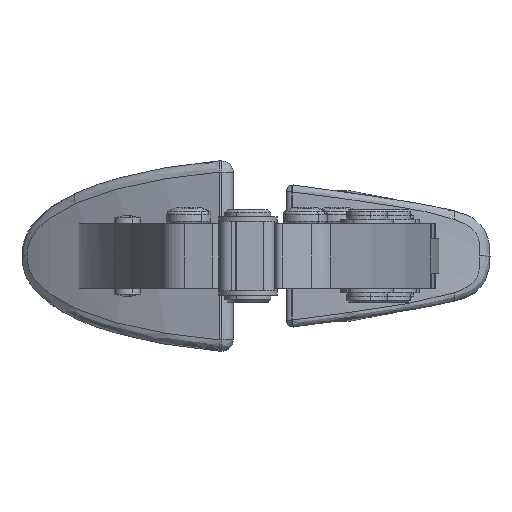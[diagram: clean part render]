
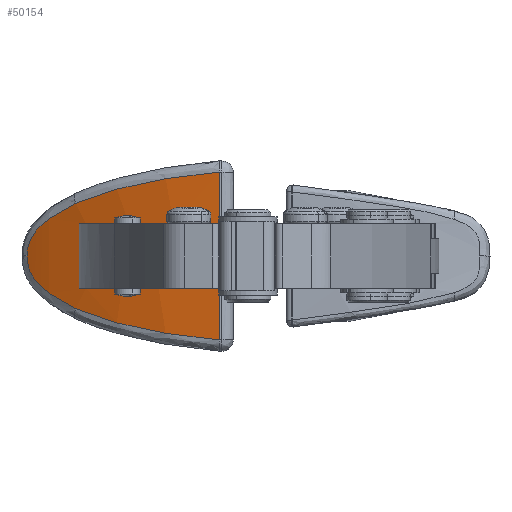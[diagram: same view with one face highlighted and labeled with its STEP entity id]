
A CAD part, left-side view. The second image highlights one B-rep face of the part: STEP entity #50154.
In plain terms, the highlighted cylindrical face has radius 95 mm (diameter 190 mm), a partial arc.
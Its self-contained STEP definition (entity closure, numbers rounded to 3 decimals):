
#50136=AXIS2_PLACEMENT_3D('Cylinder Axis2P3D',#50133,#50134,#50135) ;
#50140=AXIS2_PLACEMENT_3D('Circle Axis2P3D',#50138,#50139,$) ;
#1236=CARTESIAN_POINT('Vertex',(76.863,70.017,10.91)) ;
#1276=CARTESIAN_POINT('Vertex',(76.863,70.017,22.11)) ;
#1279=CARTESIAN_POINT('Line Origine',(76.863,70.017,21.11)) ;
#1315=CARTESIAN_POINT('Vertex',(68.711,46.915,31.049)) ;
#1318=CARTESIAN_POINT('Line Origine',(68.711,46.915,26.58)) ;
#1322=CARTESIAN_POINT('Vertex',(68.711,46.915,22.11)) ;
#8738=CARTESIAN_POINT('Vertex',(77.778,71.779,25.626)) ;
#8742=CARTESIAN_POINT('Control Point',(68.711,46.915,31.049)) ;
#8743=CARTESIAN_POINT('Control Point',(69.127,48.87,30.873)) ;
#8744=CARTESIAN_POINT('Control Point',(69.592,50.798,30.668)) ;
#8745=CARTESIAN_POINT('Control Point',(70.101,52.693,30.434)) ;
#8746=CARTESIAN_POINT('Control Point',(70.948,55.547,30.025)) ;
#8747=CARTESIAN_POINT('Control Point',(71.881,58.304,29.537)) ;
#8748=CARTESIAN_POINT('Control Point',(72.217,59.253,29.357)) ;
#8749=CARTESIAN_POINT('Control Point',(73.096,61.637,28.872)) ;
#8750=CARTESIAN_POINT('Control Point',(74.027,63.926,28.32)) ;
#8751=CARTESIAN_POINT('Control Point',(74.609,65.278,27.959)) ;
#8752=CARTESIAN_POINT('Control Point',(75.61,67.489,27.306)) ;
#8753=CARTESIAN_POINT('Control Point',(76.609,69.526,26.581)) ;
#8754=CARTESIAN_POINT('Control Point',(77.014,70.326,26.272)) ;
#8755=CARTESIAN_POINT('Control Point',(77.409,71.086,25.952)) ;
#8756=CARTESIAN_POINT('Control Point',(77.778,71.779,25.626)) ;
#11885=CARTESIAN_POINT('Vertex',(68.711,46.915,1.97)) ;
#12054=CARTESIAN_POINT('Line Origine',(68.711,46.915,6.44)) ;
#12058=CARTESIAN_POINT('Vertex',(68.711,46.915,10.91)) ;
#12533=CARTESIAN_POINT('Vertex',(77.778,71.779,7.394)) ;
#12537=CARTESIAN_POINT('Control Point',(77.778,71.779,7.394)) ;
#12538=CARTESIAN_POINT('Control Point',(78.46,73.058,7.996)) ;
#12539=CARTESIAN_POINT('Control Point',(79.129,74.256,8.624)) ;
#12540=CARTESIAN_POINT('Control Point',(79.774,75.361,9.281)) ;
#12541=CARTESIAN_POINT('Control Point',(80.571,76.678,10.196)) ;
#12542=CARTESIAN_POINT('Control Point',(81.242,77.749,11.162)) ;
#12543=CARTESIAN_POINT('Control Point',(81.401,78.001,11.407)) ;
#12544=CARTESIAN_POINT('Control Point',(82.044,79.009,12.468)) ;
#12545=CARTESIAN_POINT('Control Point',(82.504,79.703,13.585)) ;
#12546=CARTESIAN_POINT('Control Point',(82.733,80.042,14.461)) ;
#12547=CARTESIAN_POINT('Control Point',(82.856,80.224,15.435)) ;
#12548=CARTESIAN_POINT('Control Point',(82.854,80.221,16.51)) ;
#12549=CARTESIAN_POINT('Vertex',(82.854,80.221,16.51)) ;
#38678=CARTESIAN_POINT('Control Point',(68.711,46.915,1.97)) ;
#38679=CARTESIAN_POINT('Control Point',(69.127,48.87,2.146)) ;
#38680=CARTESIAN_POINT('Control Point',(69.592,50.798,2.351)) ;
#38681=CARTESIAN_POINT('Control Point',(70.101,52.693,2.585)) ;
#38682=CARTESIAN_POINT('Control Point',(70.948,55.547,2.994)) ;
#38683=CARTESIAN_POINT('Control Point',(71.881,58.304,3.482)) ;
#38684=CARTESIAN_POINT('Control Point',(72.217,59.253,3.663)) ;
#38685=CARTESIAN_POINT('Control Point',(73.096,61.637,4.147)) ;
#38686=CARTESIAN_POINT('Control Point',(74.027,63.926,4.699)) ;
#38687=CARTESIAN_POINT('Control Point',(74.609,65.278,5.06)) ;
#38688=CARTESIAN_POINT('Control Point',(75.61,67.489,5.714)) ;
#38689=CARTESIAN_POINT('Control Point',(76.609,69.526,6.439)) ;
#38690=CARTESIAN_POINT('Control Point',(77.014,70.326,6.747)) ;
#38691=CARTESIAN_POINT('Control Point',(77.409,71.086,7.068)) ;
#38692=CARTESIAN_POINT('Control Point',(77.778,71.779,7.394)) ;
#41156=CARTESIAN_POINT('Control Point',(77.778,71.779,25.626)) ;
#41157=CARTESIAN_POINT('Control Point',(78.38,72.909,25.094)) ;
#41158=CARTESIAN_POINT('Control Point',(78.973,73.976,24.541)) ;
#41159=CARTESIAN_POINT('Control Point',(79.548,74.972,23.967)) ;
#41160=CARTESIAN_POINT('Control Point',(80.372,76.354,23.057)) ;
#41161=CARTESIAN_POINT('Control Point',(81.084,77.499,22.096)) ;
#41162=CARTESIAN_POINT('Control Point',(81.312,77.862,21.759)) ;
#41163=CARTESIAN_POINT('Control Point',(82.019,78.972,20.615)) ;
#41164=CARTESIAN_POINT('Control Point',(82.512,79.714,19.405)) ;
#41165=CARTESIAN_POINT('Control Point',(82.736,80.046,18.535)) ;
#41166=CARTESIAN_POINT('Control Point',(82.856,80.224,17.573)) ;
#41167=CARTESIAN_POINT('Control Point',(82.854,80.221,16.51)) ;
#43753=CARTESIAN_POINT('Control Point',(68.711,46.915,10.91)) ;
#43754=CARTESIAN_POINT('Control Point',(69.735,51.721,10.91)) ;
#43755=CARTESIAN_POINT('Control Point',(71.069,56.46,10.91)) ;
#43756=CARTESIAN_POINT('Control Point',(72.709,61.106,10.91)) ;
#43757=CARTESIAN_POINT('Control Point',(74.645,65.634,10.91)) ;
#43758=CARTESIAN_POINT('Control Point',(76.863,70.017,10.91)) ;
#50133=CARTESIAN_POINT('Axis2P3D Location',(161.624,27.115,16.51)) ;
#50138=CARTESIAN_POINT('Axis2P3D Location',(161.624,27.115,22.11)) ;
#1280=DIRECTION('Vector Direction',(0.,0.,-1.)) ;
#1319=DIRECTION('Vector Direction',(0.,0.,1.)) ;
#12055=DIRECTION('Vector Direction',(0.,0.,1.)) ;
#50134=DIRECTION('Axis2P3D Direction',(0.,0.,1.)) ;
#50135=DIRECTION('Axis2P3D XDirection',(-0.769,0.64,0.)) ;
#50139=DIRECTION('Axis2P3D Direction',(0.,0.,1.)) ;
#1281=VECTOR('Line Direction',#1280,1.) ;
#1320=VECTOR('Line Direction',#1319,1.) ;
#12056=VECTOR('Line Direction',#12055,1.) ;
#50144=ORIENTED_EDGE('',*,*,#1324,.T.) ;
#50145=ORIENTED_EDGE('',*,*,#8757,.F.) ;
#50146=ORIENTED_EDGE('',*,*,#41168,.F.) ;
#50147=ORIENTED_EDGE('',*,*,#12551,.F.) ;
#50148=ORIENTED_EDGE('',*,*,#38693,.F.) ;
#50149=ORIENTED_EDGE('',*,*,#12060,.T.) ;
#50150=ORIENTED_EDGE('',*,*,#43759,.T.) ;
#50151=ORIENTED_EDGE('',*,*,#1283,.F.) ;
#50152=ORIENTED_EDGE('',*,*,#50142,.F.) ;
#50154=ADVANCED_FACE('Hauptk\X2\00F6\X0\rper',(#50153),#50137,.T.) ;
#8741=B_SPLINE_CURVE_WITH_KNOTS('',5,(#8742,#8743,#8744,#8745,#8746,#8747,#8748,#8749,#8750,#8751,#8752,#8753,#8754,#8755,#8756),.UNSPECIFIED.,.F.,.U.,(6,3,3,3,6),(93.928,103.23,108.205,115.926,121.296),.UNSPECIFIED.) ;
#12536=B_SPLINE_CURVE_WITH_KNOTS('',5,(#12537,#12538,#12539,#12540,#12541,#12542,#12543,#12544,#12545,#12546,#12547,#12548),.UNSPECIFIED.,.F.,.U.,(6,3,3,6),(105.64,112.154,114.317,121.463),.UNSPECIFIED.) ;
#38677=B_SPLINE_CURVE_WITH_KNOTS('',5,(#38678,#38679,#38680,#38681,#38682,#38683,#38684,#38685,#38686,#38687,#38688,#38689,#38690,#38691,#38692),.UNSPECIFIED.,.F.,.U.,(6,3,3,3,6),(93.928,103.23,108.205,115.926,121.296),.UNSPECIFIED.) ;
#41155=B_SPLINE_CURVE_WITH_KNOTS('',5,(#41156,#41157,#41158,#41159,#41160,#41161,#41162,#41163,#41164,#41165,#41166,#41167),.UNSPECIFIED.,.F.,.U.,(6,3,3,6),(105.635,111.388,114.386,121.454),.UNSPECIFIED.) ;
#43752=B_SPLINE_CURVE_WITH_KNOTS('',5,(#43753,#43754,#43755,#43756,#43757,#43758),.UNSPECIFIED.,.F.,.U.,(6,6),(0.,34.767),.UNSPECIFIED.) ;
#50141=CIRCLE('generated circle',#50140,95.) ;
#50137=CYLINDRICAL_SURFACE('generated cylinder',#50136,95.) ;
#1283=EDGE_CURVE('',#1277,#1237,#1282,.T.) ;
#1324=EDGE_CURVE('',#1323,#1316,#1321,.T.) ;
#8757=EDGE_CURVE('',#8739,#1316,#8741,.F.) ;
#12060=EDGE_CURVE('',#11886,#12059,#12057,.T.) ;
#12551=EDGE_CURVE('',#12534,#12550,#12536,.T.) ;
#38693=EDGE_CURVE('',#11886,#12534,#38677,.T.) ;
#41168=EDGE_CURVE('',#12550,#8739,#41155,.F.) ;
#43759=EDGE_CURVE('',#12059,#1237,#43752,.T.) ;
#50142=EDGE_CURVE('',#1323,#1277,#50141,.F.) ;
#50143=EDGE_LOOP('',(#50144,#50145,#50146,#50147,#50148,#50149,#50150,#50151,#50152)) ;
#50153=FACE_OUTER_BOUND('',#50143,.T.) ;
#1282=LINE('Line',#1279,#1281) ;
#1321=LINE('Line',#1318,#1320) ;
#12057=LINE('Line',#12054,#12056) ;
#1237=VERTEX_POINT('',#1236) ;
#1277=VERTEX_POINT('',#1276) ;
#1316=VERTEX_POINT('',#1315) ;
#1323=VERTEX_POINT('',#1322) ;
#8739=VERTEX_POINT('',#8738) ;
#11886=VERTEX_POINT('',#11885) ;
#12059=VERTEX_POINT('',#12058) ;
#12534=VERTEX_POINT('',#12533) ;
#12550=VERTEX_POINT('',#12549) ;
